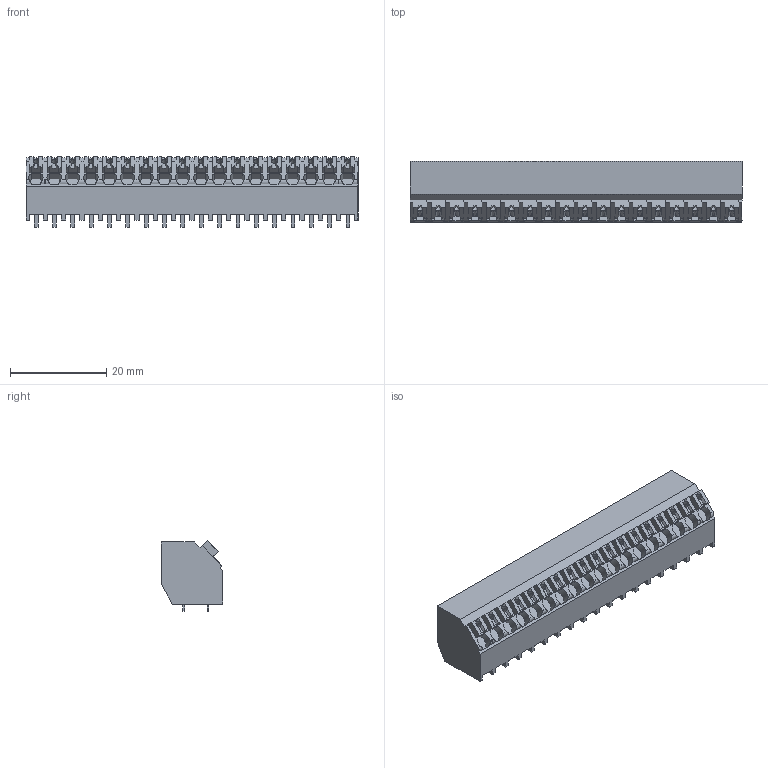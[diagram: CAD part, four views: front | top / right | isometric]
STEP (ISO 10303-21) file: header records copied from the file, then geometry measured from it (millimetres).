
FILE_DESCRIPTION(('CATIA V5 STEP Exchange','CAx-IF Rec.Pracs.--- Model Styling and Organization---1.2---2011-12-15'),'2;1');
FILE_NAME ('D1458493_0_1885580000_1885580000.stp','2018-03-20T11:17:42+00:00',('none'),('Weidmueller'),'CATIA Version 5-6 Release 2014','CATIA V5 STEP AP214','none');
FILE_SCHEMA(('AUTOMOTIVE_DESIGN { 1 0 10303 214 1 1 1 1 }'));
Length unit declared in the file: millimetre
Products named in the file (1): 1885580000
Bounding box: 68.97 x 12.7 x 14.66 mm (x, y, z)
Volume: 7884.2 mm3; surface area: 7124.5 mm2
Topology: 55 solids, 55 shells, 1095 faces, 3151 edges, 2166 vertices
Faces by surface type: plane 1001, cylinder 94
Entity records: 32818 total; most frequent: CARTESIAN_POINT 6496, ORIENTED_EDGE 6302, DIRECTION 3995, EDGE_CURVE 3151, VECTOR 2786, LINE 2786, VERTEX_POINT 2166, EDGE_LOOP 1131
